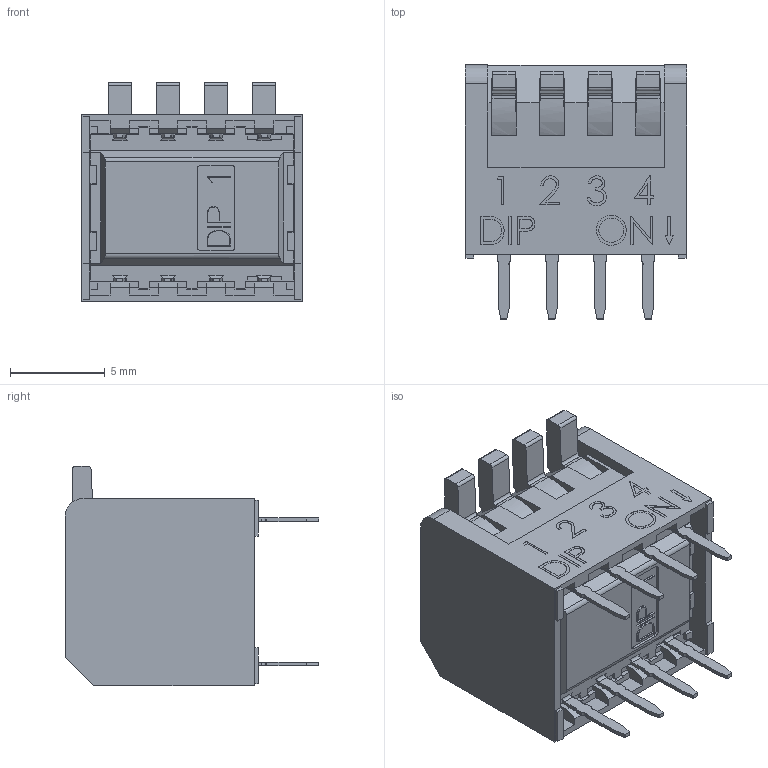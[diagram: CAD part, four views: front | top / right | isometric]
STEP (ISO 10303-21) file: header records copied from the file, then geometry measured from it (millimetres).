
FILE_DESCRIPTION(('STEP AP242'),'1');
FILE_NAME('ndpl-04v.stp','2022-07-05T15:21:22',('TraceParts'),('TraceParts S.A.'),'Spatial InterOp 3D',' ',' ');
FILE_SCHEMA(('AP242_MANAGED_MODEL_BASED_3D_ENGINEERING_MIM_LF {1 0 10303 442 1 1 4}'));
Length unit declared in the file: millimetre
Products named in the file (1): ndpl-04v
Bounding box: 11.72 x 13.4 x 11.58 mm (x, y, z)
Volume: 785.4 mm3; surface area: 1755.4 mm2
Topology: 1 solids, 1 shells, 947 faces, 2837 edges, 1866 vertices
Faces by surface type: plane 726, cylinder 164, bspline 57
Entity records: 34126 total; most frequent: CARTESIAN_POINT 9038, ORIENTED_EDGE 5674, DIRECTION 4621, EDGE_CURVE 2837, LINE 2359, VECTOR 2359, VERTEX_POINT 1866, AXIS2_PLACEMENT_3D 1131
